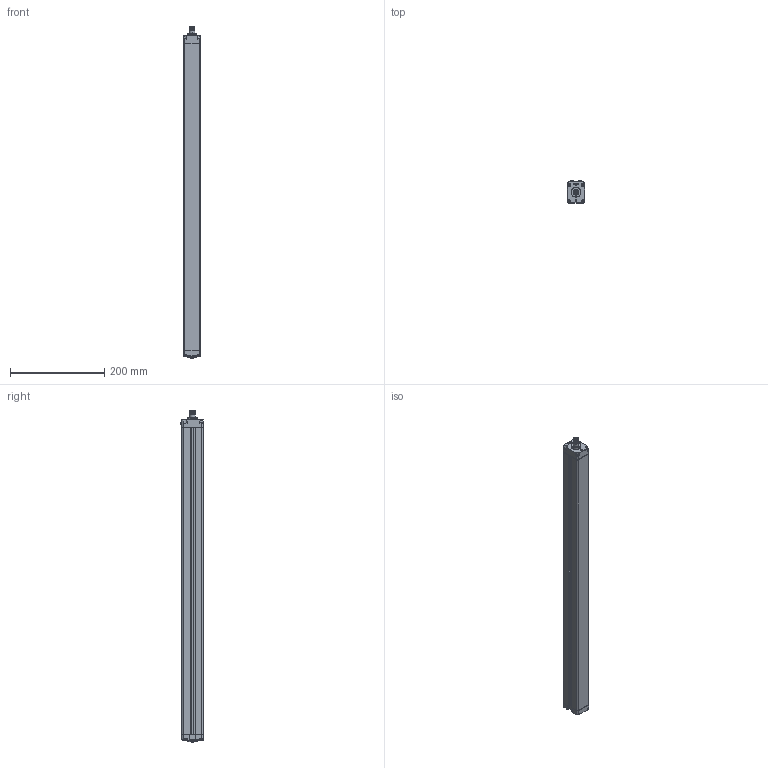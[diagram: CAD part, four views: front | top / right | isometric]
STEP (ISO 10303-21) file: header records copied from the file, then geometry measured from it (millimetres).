
FILE_DESCRIPTION((''),'2;1');
FILE_NAME('157325_SW','2011-03-03T',('banengservice'),('BANNER ENGINEERING'),'PRO/ENGINEER BY PARAMETRIC TECHNOLOGY CORPORATION, 2009141','PRO/ENGINEER BY PARAMETRIC TECHNOLOGY CORPORATION, 2009141','');
FILE_SCHEMA(('CONFIG_CONTROL_DESIGN'));
Length unit declared in the file: inch
Products named in the file (1): 157325_SW
Bounding box: 36 x 47.41 x 702.8 mm (x, y, z)
Volume: 434740.1 mm3; surface area: 259836.4 mm2
Topology: 1 solids, 3 shells, 1003 faces, 2612 edges, 1637 vertices
Faces by surface type: plane 481, cylinder 400, torus 50, sphere 40, bspline 21, cone 11
Entity records: 39204 total; most frequent: CARTESIAN_POINT 14381, ORIENTED_EDGE 5184, DIRECTION 5166, EDGE_CURVE 2592, AXIS2_PLACEMENT_3D 1762, VECTOR 1642, LINE 1642, VERTEX_POINT 1637
